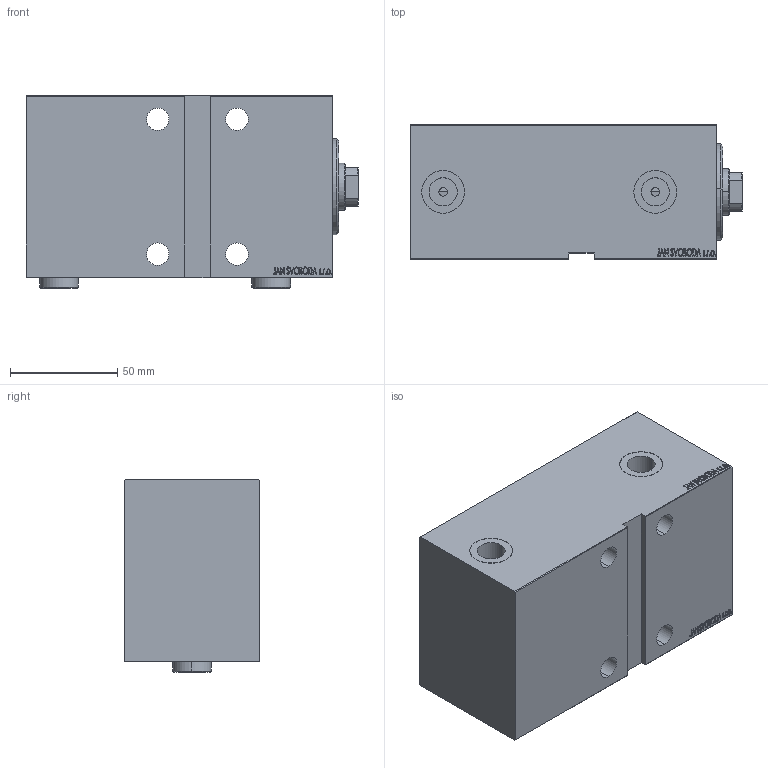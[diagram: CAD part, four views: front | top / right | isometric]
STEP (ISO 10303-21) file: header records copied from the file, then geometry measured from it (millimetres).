
FILE_DESCRIPTION (( 'STEP AP203' ), '1' );
FILE_NAME ('4968.STEP', '2024-11-13T12:30:26', ( '' ), ( '' ), 'SwSTEP 2.0', 'SolidWorks 2019', '' );
FILE_SCHEMA (( 'CONFIG_CONTROL_DESIGN' ));
Length unit declared in the file: millimetre
Products named in the file (5): V450CM_G_Body cfa67edb2d6434f1def2cd05a7091ce1; V450CM_G_VCP cfa67edb2d6434f1def2cd05a7091ce1; V450CM_VC_G cfa67edb2d6434f1def2cd05a7091ce1; 4968; Zatka_OIL_PORT cfa67edb2d6434f1def2cd05a7091ce1
Assembly tree (5 placements, depth 2):
  4968
    V450CM_G_Body cfa67edb2d6434f1def2cd05a7091ce1
    V450CM_G_VCP cfa67edb2d6434f1def2cd05a7091ce1
    V450CM_VC_G cfa67edb2d6434f1def2cd05a7091ce1
    Zatka_OIL_PORT cfa67edb2d6434f1def2cd05a7091ce1  x2
Bounding box: 155 x 63 x 89.9 mm (x, y, z)
Volume: 656083.7 mm3; surface area: 105029.3 mm2
Topology: 5 solids, 5 shells, 915 faces, 2326 edges, 1537 vertices
Faces by surface type: plane 447, bspline 380, cylinder 70, cone 18
Entity records: 44453 total; most frequent: CARTESIAN_POINT 24669, ORIENTED_EDGE 4568, DIRECTION 2710, EDGE_CURVE 2284, VERTEX_POINT 1513, LINE 1362, VECTOR 1362, EDGE_LOOP 1027
